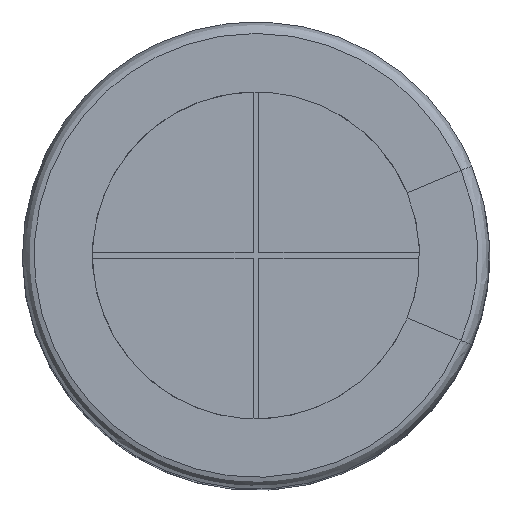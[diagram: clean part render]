
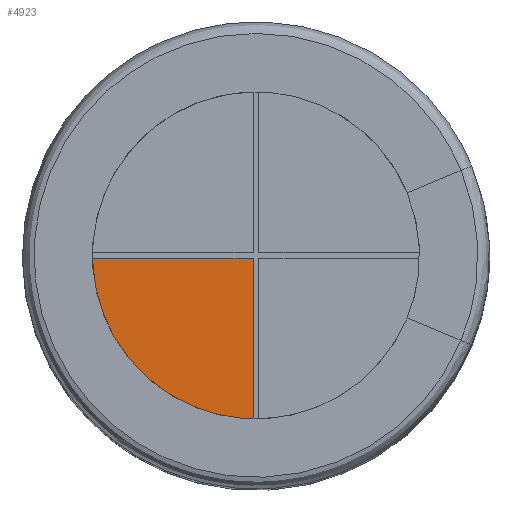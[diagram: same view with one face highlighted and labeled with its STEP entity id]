
A CAD part, top view. The second image highlights one B-rep face of the part: STEP entity #4923.
In plain terms, the highlighted free-form (B-spline) face has degree [1, 1] with [2, 2] control points.
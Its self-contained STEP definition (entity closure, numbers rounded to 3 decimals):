
#3873 = ( BOUNDED_SURFACE() B_SPLINE_SURFACE(2,1,(
    (#3874,#3875)
    ,(#3876,#3877)
    ,(#3878,#3879)
    ,(#3880,#3881)
    ,(#3882,#3883)
    ,(#3884,#3885)
    ,(#3886,#3887
)),.UNSPECIFIED.,.F.,.F.,.F.) B_SPLINE_SURFACE_WITH_KNOTS((3,2,2,3),(2,2
    ),(0.,1.833,3.665,5.498),(0.,0.2),
.PIECEWISE_BEZIER_KNOTS.) GEOMETRIC_REPRESENTATION_ITEM() 
RATIONAL_B_SPLINE_SURFACE((
    (1.,1.)
    ,(0.609,0.609)
    ,(1.,1.)
    ,(0.609,0.609)
    ,(1.,1.)
    ,(0.609,0.609)
,(1.,1.))) REPRESENTATION_ITEM('') SURFACE() );
#3874 = CARTESIAN_POINT('',(5.087,-1.072,15.));
#3875 = CARTESIAN_POINT('',(5.087,-1.072,14.625));
#3876 = CARTESIAN_POINT('',(3.69,-4.443,15.));
#3877 = CARTESIAN_POINT('',(3.69,-4.443,14.625));
#3878 = CARTESIAN_POINT('',(0.795,-2.221,15.));
#3879 = CARTESIAN_POINT('',(0.795,-2.221,14.625));
#3880 = CARTESIAN_POINT('',(-2.1,0.,15.));
#3881 = CARTESIAN_POINT('',(-2.1,0.,14.625));
#3882 = CARTESIAN_POINT('',(0.795,2.221,15.));
#3883 = CARTESIAN_POINT('',(0.795,2.221,14.625));
#3884 = CARTESIAN_POINT('',(3.69,4.443,15.));
#3885 = CARTESIAN_POINT('',(3.69,4.443,14.625));
#3886 = CARTESIAN_POINT('',(5.087,1.072,15.));
#3887 = CARTESIAN_POINT('',(5.087,1.072,14.625));
#4268 = VERTEX_POINT('',#4269);
#4269 = CARTESIAN_POINT('',(-0.3,-0.05,14.813)
  );
#4282 = B_SPLINE_SURFACE_WITH_KNOTS('',1,1,(
    (#4283,#4284)
    ,(#4285,#4286
    )),.UNSPECIFIED.,.F.,.F.,.F.,(2,2),(2,2),(5.25,8.),(-0.1,
    0.),.PIECEWISE_BEZIER_KNOTS.);
#4283 = CARTESIAN_POINT('',(-0.3,-0.05,14.625));
#4284 = CARTESIAN_POINT('',(-0.3,-0.05,14.813));
#4285 = CARTESIAN_POINT('',(2.45,-0.05,14.625));
#4286 = CARTESIAN_POINT('',(2.45,-0.05,14.813));
#4293 = EDGE_CURVE('',#4268,#4294,#4296,.T.);
#4294 = VERTEX_POINT('',#4295);
#4295 = CARTESIAN_POINT('',(2.45,-2.8,14.813));
#4296 = SURFACE_CURVE('',#4297,(#4301,#4343),.PCURVE_S1.);
#4297 = ( BOUNDED_CURVE() B_SPLINE_CURVE(2,(#4298,#4299,#4300),
.UNSPECIFIED.,.F.,.F.) B_SPLINE_CURVE_WITH_KNOTS((3,3),(
0.018,1.553),.PIECEWISE_BEZIER_KNOTS.) CURVE() 
GEOMETRIC_REPRESENTATION_ITEM() RATIONAL_B_SPLINE_CURVE((1.,
0.72,1.)) REPRESENTATION_ITEM('') );
#4298 = CARTESIAN_POINT('',(-0.3,-0.05,14.813)
  );
#4299 = CARTESIAN_POINT('',(-0.251,-2.751,14.813));
#4300 = CARTESIAN_POINT('',(2.45,-2.8,14.813));
#4301 = PCURVE('',#3873,#4302);
#4302 = DEFINITIONAL_REPRESENTATION('',(#4303),#4342);
#4303 = B_SPLINE_CURVE_WITH_KNOTS('',8,(#4304,#4305,#4306,#4307,#4308,
    #4309,#4310,#4311,#4312,#4313,#4314,#4315,#4316,#4317,#4318,#4319,
    #4320,#4321,#4322,#4323,#4324,#4325,#4326,#4327,#4328,#4329,#4330,
    #4331,#4332,#4333,#4334,#4335,#4336,#4337,#4338,#4339,#4340,#4341),
  .UNSPECIFIED.,.F.,.F.,(9,7,7,7,8,9),(0.018,0.785
    ,0.881,0.902,0.912,1.553),
  .UNSPECIFIED.);
#4304 = CARTESIAN_POINT('',(2.732,0.1));
#4305 = CARTESIAN_POINT('',(2.652,0.1));
#4306 = CARTESIAN_POINT('',(2.568,0.1));
#4307 = CARTESIAN_POINT('',(2.48,0.1));
#4308 = CARTESIAN_POINT('',(2.389,0.1));
#4309 = CARTESIAN_POINT('',(2.294,0.1));
#4310 = CARTESIAN_POINT('',(2.194,0.1));
#4311 = CARTESIAN_POINT('',(2.089,0.1));
#4312 = CARTESIAN_POINT('',(1.966,0.1));
#4313 = CARTESIAN_POINT('',(1.952,0.1));
#4314 = CARTESIAN_POINT('',(1.938,0.1));
#4315 = CARTESIAN_POINT('',(1.924,0.1));
#4316 = CARTESIAN_POINT('',(1.91,0.1));
#4317 = CARTESIAN_POINT('',(1.896,0.1));
#4318 = CARTESIAN_POINT('',(1.881,0.1));
#4319 = CARTESIAN_POINT('',(1.864,0.1));
#4320 = CARTESIAN_POINT('',(1.861,0.1));
#4321 = CARTESIAN_POINT('',(1.858,0.1));
#4322 = CARTESIAN_POINT('',(1.854,0.1));
#4323 = CARTESIAN_POINT('',(1.851,0.1));
#4324 = CARTESIAN_POINT('',(1.848,0.1));
#4325 = CARTESIAN_POINT('',(1.845,0.1));
#4326 = CARTESIAN_POINT('',(1.84,0.1));
#4327 = CARTESIAN_POINT('',(1.839,0.1));
#4328 = CARTESIAN_POINT('',(1.837,0.1));
#4329 = CARTESIAN_POINT('',(1.836,0.1));
#4330 = CARTESIAN_POINT('',(1.834,0.1));
#4331 = CARTESIAN_POINT('',(1.833,0.1));
#4332 = CARTESIAN_POINT('',(1.831,0.1));
#4333 = CARTESIAN_POINT('',(1.83,0.1));
#4334 = CARTESIAN_POINT('',(1.733,0.1));
#4335 = CARTESIAN_POINT('',(1.641,0.1));
#4336 = CARTESIAN_POINT('',(1.554,0.1));
#4337 = CARTESIAN_POINT('',(1.472,0.1));
#4338 = CARTESIAN_POINT('',(1.393,0.1));
#4339 = CARTESIAN_POINT('',(1.318,0.1));
#4340 = CARTESIAN_POINT('',(1.246,0.1));
#4341 = CARTESIAN_POINT('',(1.178,0.1));
#4342 = ( GEOMETRIC_REPRESENTATION_CONTEXT(2) 
PARAMETRIC_REPRESENTATION_CONTEXT() REPRESENTATION_CONTEXT('2D SPACE',''
  ) );
#4343 = PCURVE('',#4344,#4349);
#4344 = B_SPLINE_SURFACE_WITH_KNOTS('',1,1,(
    (#4345,#4346)
    ,(#4347,#4348
    )),.UNSPECIFIED.,.F.,.F.,.F.,(2,2),(2,2),(0.05,2.8),(
    0.05,2.8),.PIECEWISE_BEZIER_KNOTS.);
#4345 = CARTESIAN_POINT('',(2.45,-0.05,14.813));
#4346 = CARTESIAN_POINT('',(2.45,-2.8,14.813));
#4347 = CARTESIAN_POINT('',(-0.3,-0.05,14.813));
#4348 = CARTESIAN_POINT('',(-0.3,-2.8,14.813));
#4349 = DEFINITIONAL_REPRESENTATION('',(#4350),#4354);
#4350 = ( BOUNDED_CURVE() B_SPLINE_CURVE(2,(#4351,#4352,#4353),
.UNSPECIFIED.,.F.,.F.) B_SPLINE_CURVE_WITH_KNOTS((3,3),(
0.018,1.553),.PIECEWISE_BEZIER_KNOTS.) CURVE() 
GEOMETRIC_REPRESENTATION_ITEM() RATIONAL_B_SPLINE_CURVE((1.,
0.72,1.)) REPRESENTATION_ITEM('') );
#4351 = CARTESIAN_POINT('',(2.8,0.05));
#4352 = CARTESIAN_POINT('',(2.751,2.751));
#4353 = CARTESIAN_POINT('',(0.05,2.8));
#4354 = ( GEOMETRIC_REPRESENTATION_CONTEXT(2) 
PARAMETRIC_REPRESENTATION_CONTEXT() REPRESENTATION_CONTEXT('2D SPACE',''
  ) );
#4371 = B_SPLINE_SURFACE_WITH_KNOTS('',1,1,(
    (#4372,#4373)
    ,(#4374,#4375
    )),.UNSPECIFIED.,.F.,.F.,.F.,(2,2),(2,2),(0.,2.75),(-0.1,
    0.),.PIECEWISE_BEZIER_KNOTS.);
#4372 = CARTESIAN_POINT('',(2.45,-0.05,14.625));
#4373 = CARTESIAN_POINT('',(2.45,-0.05,14.813));
#4374 = CARTESIAN_POINT('',(2.45,-2.8,14.625));
#4375 = CARTESIAN_POINT('',(2.45,-2.8,14.813));
#4884 = EDGE_CURVE('',#4885,#4294,#4887,.T.);
#4885 = VERTEX_POINT('',#4886);
#4886 = CARTESIAN_POINT('',(2.45,-0.05,14.813));
#4887 = SURFACE_CURVE('',#4888,(#4891,#4897),.PCURVE_S1.);
#4888 = B_SPLINE_CURVE_WITH_KNOTS('',1,(#4889,#4890),.UNSPECIFIED.,.F.,
  .F.,(2,2),(0.,2.75),.PIECEWISE_BEZIER_KNOTS.);
#4889 = CARTESIAN_POINT('',(2.45,-0.05,14.813));
#4890 = CARTESIAN_POINT('',(2.45,-2.8,14.813));
#4891 = PCURVE('',#4371,#4892);
#4892 = DEFINITIONAL_REPRESENTATION('',(#4893),#4896);
#4893 = B_SPLINE_CURVE_WITH_KNOTS('',1,(#4894,#4895),.UNSPECIFIED.,.F.,
  .F.,(2,2),(0.,2.75),.PIECEWISE_BEZIER_KNOTS.);
#4894 = CARTESIAN_POINT('',(0.,0.));
#4895 = CARTESIAN_POINT('',(2.75,0.));
#4896 = ( GEOMETRIC_REPRESENTATION_CONTEXT(2) 
PARAMETRIC_REPRESENTATION_CONTEXT() REPRESENTATION_CONTEXT('2D SPACE',''
  ) );
#4897 = PCURVE('',#4344,#4898);
#4898 = DEFINITIONAL_REPRESENTATION('',(#4899),#4902);
#4899 = B_SPLINE_CURVE_WITH_KNOTS('',1,(#4900,#4901),.UNSPECIFIED.,.F.,
  .F.,(2,2),(0.,2.75),.PIECEWISE_BEZIER_KNOTS.);
#4900 = CARTESIAN_POINT('',(0.05,0.05));
#4901 = CARTESIAN_POINT('',(0.05,2.8));
#4902 = ( GEOMETRIC_REPRESENTATION_CONTEXT(2) 
PARAMETRIC_REPRESENTATION_CONTEXT() REPRESENTATION_CONTEXT('2D SPACE',''
  ) );
#4923 = ADVANCED_FACE('',(#4924),#4344,.T.);
#4924 = FACE_BOUND('',#4925,.T.);
#4925 = EDGE_LOOP('',(#4926,#4944,#4945));
#4926 = ORIENTED_EDGE('',*,*,#4927,.F.);
#4927 = EDGE_CURVE('',#4268,#4885,#4928,.T.);
#4928 = SURFACE_CURVE('',#4929,(#4932,#4938),.PCURVE_S1.);
#4929 = B_SPLINE_CURVE_WITH_KNOTS('',1,(#4930,#4931),.UNSPECIFIED.,.F.,
  .F.,(2,2),(5.25,8.),.PIECEWISE_BEZIER_KNOTS.);
#4930 = CARTESIAN_POINT('',(-0.3,-0.05,14.813));
#4931 = CARTESIAN_POINT('',(2.45,-0.05,14.813));
#4932 = PCURVE('',#4344,#4933);
#4933 = DEFINITIONAL_REPRESENTATION('',(#4934),#4937);
#4934 = B_SPLINE_CURVE_WITH_KNOTS('',1,(#4935,#4936),.UNSPECIFIED.,.F.,
  .F.,(2,2),(5.25,8.),.PIECEWISE_BEZIER_KNOTS.);
#4935 = CARTESIAN_POINT('',(2.8,0.05));
#4936 = CARTESIAN_POINT('',(0.05,0.05));
#4937 = ( GEOMETRIC_REPRESENTATION_CONTEXT(2) 
PARAMETRIC_REPRESENTATION_CONTEXT() REPRESENTATION_CONTEXT('2D SPACE',''
  ) );
#4938 = PCURVE('',#4282,#4939);
#4939 = DEFINITIONAL_REPRESENTATION('',(#4940),#4943);
#4940 = B_SPLINE_CURVE_WITH_KNOTS('',1,(#4941,#4942),.UNSPECIFIED.,.F.,
  .F.,(2,2),(5.25,8.),.PIECEWISE_BEZIER_KNOTS.);
#4941 = CARTESIAN_POINT('',(5.25,0.));
#4942 = CARTESIAN_POINT('',(8.,0.));
#4943 = ( GEOMETRIC_REPRESENTATION_CONTEXT(2) 
PARAMETRIC_REPRESENTATION_CONTEXT() REPRESENTATION_CONTEXT('2D SPACE',''
  ) );
#4944 = ORIENTED_EDGE('',*,*,#4293,.T.);
#4945 = ORIENTED_EDGE('',*,*,#4884,.F.);
